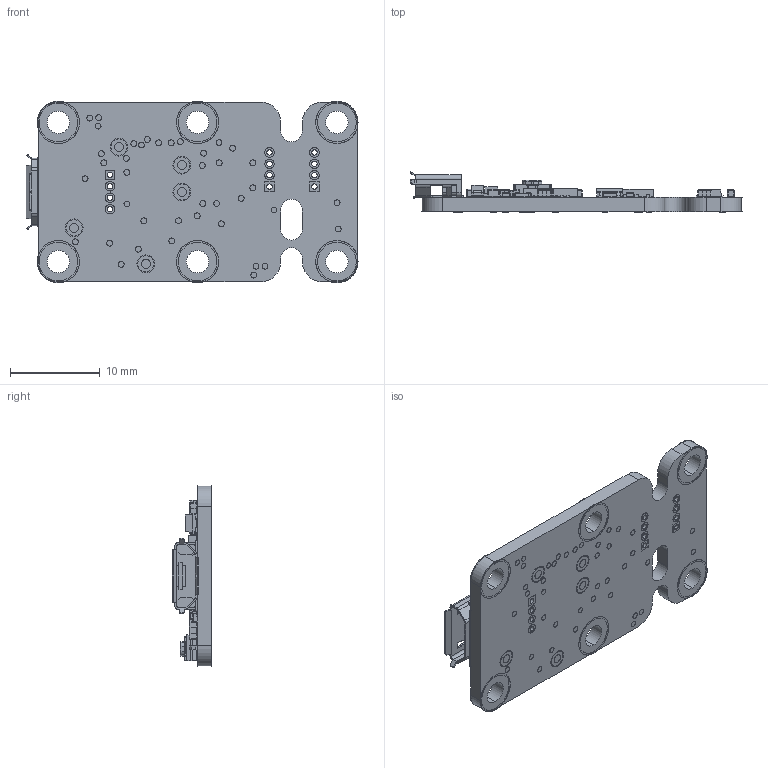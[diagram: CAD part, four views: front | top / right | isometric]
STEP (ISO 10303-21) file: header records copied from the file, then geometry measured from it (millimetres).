
FILE_DESCRIPTION (( 'STEP AP214' ), '1' );
FILE_NAME ('yoctolight_V3.STEP', '2016-01-06T16:09:33', ( 'martinm' ), ( '' ), 'SwSTEP 2.0', 'SolidWorks 2008', '' );
FILE_SCHEMA (( 'AUTOMOTIVE_DESIGN' ));
Length unit declared in the file: millimetre
Products named in the file (26): PCB_Défaut; C2; C9; C10; C16; C18; C19; FLASH1; PVSS_Défaut; R1; R2; R3; R4; R5; R8; R11; R12; REG1; SW1; T1; U1; USB1; YLED; sens1; sensor1_Défaut; yoctolight_V3
Assembly tree (32 placements, depth 2):
  PVSS_Défaut
  yoctolight_V3
    C9  x7
    FLASH1
    T1
    C18
    C16
    R12
    SW1
    R4
    REG1
    PCB_Défaut
    R2
    USB1
    YLED
    R3
    R8  x3
    R11
    C19
    R5
    U1
    sens1
    sensor1_Défaut
    C2
    R1
    C10
Bounding box: 36.95 x 4.45 x 20.2 mm (x, y, z)
Volume: 1170.5 mm3; surface area: 2354.3 mm2
Topology: 44 solids, 44 shells, 4548 faces, 11616 edges, 7500 vertices
Faces by surface type: plane 2864, cylinder 1054, bspline 527, sphere 96, torus 7
Entity records: 189000 total; most frequent: CARTESIAN_POINT 51763, ORIENTED_EDGE 21108, DIRECTION 18731, EDGE_CURVE 10554, VECTOR 7613, LINE 7613, VERTEX_POINT 6932, AXIS2_PLACEMENT_3D 5559
